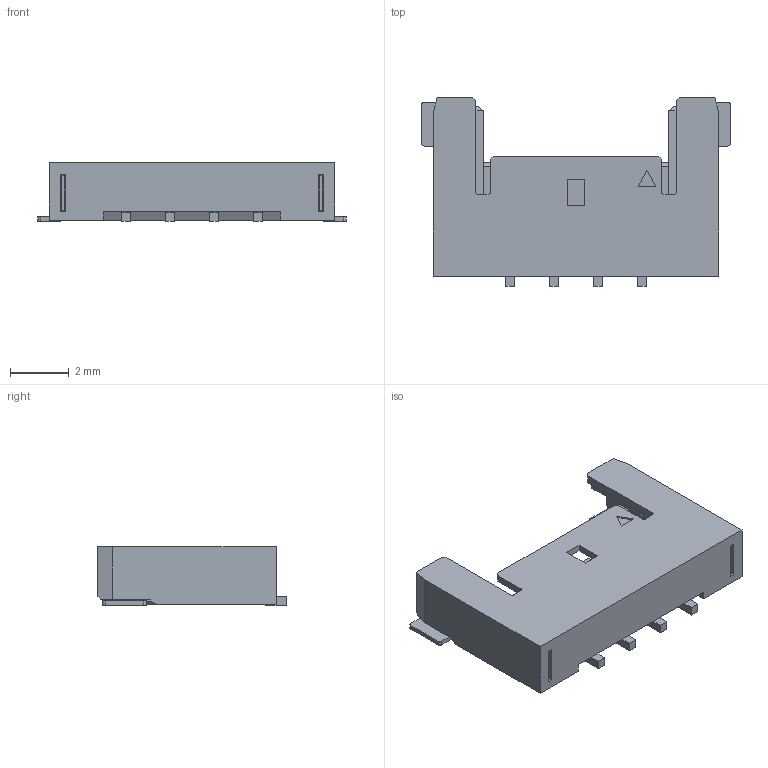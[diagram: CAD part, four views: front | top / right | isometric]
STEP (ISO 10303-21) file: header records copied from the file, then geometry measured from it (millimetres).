
FILE_DESCRIPTION((''),'2;1');
FILE_NAME('5040500491','2018-06-13T',('akumar19'),(''),'PRO/ENGINEER BY PARAMETRIC TECHNOLOGY CORPORATION, 2012310','PRO/ENGINEER BY PARAMETRIC TECHNOLOGY CORPORATION, 2012310','');
FILE_SCHEMA(('CONFIG_CONTROL_DESIGN'));
Length unit declared in the file: millimetre
Products named in the file (1): 5040500491
Bounding box: 10.55 x 6.44 x 2 mm (x, y, z)
Volume: 56.2 mm3; surface area: 288.6 mm2
Topology: 1 solids, 1 shells, 274 faces, 805 edges, 528 vertices
Faces by surface type: plane 218, cylinder 48, sphere 8
Entity records: 8986 total; most frequent: CARTESIAN_POINT 1584, ORIENTED_EDGE 1562, DIRECTION 1451, EDGE_CURVE 781, VECTOR 709, LINE 709, VERTEX_POINT 504, AXIS2_PLACEMENT_3D 371
